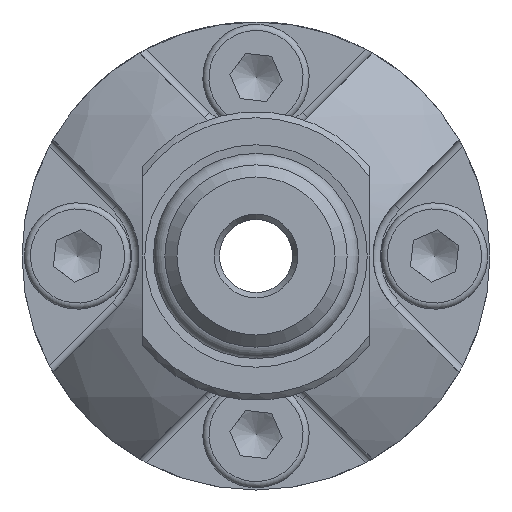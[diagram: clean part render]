
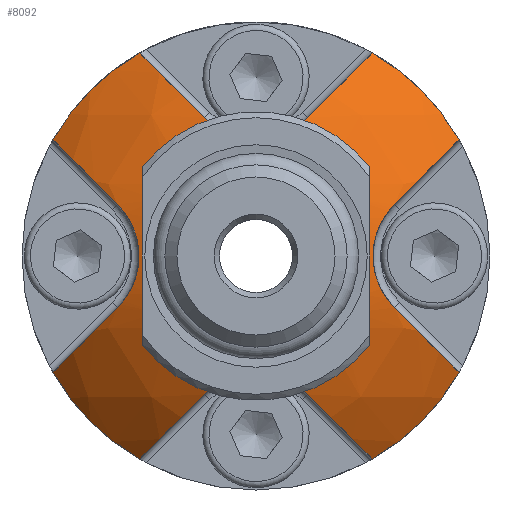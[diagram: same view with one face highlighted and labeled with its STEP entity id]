
A CAD part, left-side view. The second image highlights one B-rep face of the part: STEP entity #8092.
In plain terms, the highlighted spherical face has radius 22 mm.
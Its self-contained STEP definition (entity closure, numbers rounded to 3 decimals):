
#156=SPHERICAL_SURFACE('',#8652,22.);
#183=B_SPLINE_CURVE_WITH_KNOTS('',3,(#11664,#11665,#11666,#11667,#11668,
#11669,#11670,#11671,#11672,#11673),.UNSPECIFIED.,.F.,.F.,(4,2,2,2,4),(-1.612,
-1.424,-1.236,-1.048,-0.86),
 .UNSPECIFIED.);
#186=B_SPLINE_CURVE_WITH_KNOTS('',3,(#11738,#11739,#11740,#11741,#11742,
#11743,#11744,#11745,#11746,#11747),.UNSPECIFIED.,.F.,.F.,(4,2,2,2,4),(1.638,
1.826,2.014,2.202,2.39),
 .UNSPECIFIED.);
#187=B_SPLINE_CURVE_WITH_KNOTS('',3,(#11755,#11756,#11757,#11758,#11759,
#11760,#11761,#11762,#11763,#11764),.UNSPECIFIED.,.F.,.F.,(4,2,2,2,4),(1.638,
1.826,2.014,2.202,2.39),
 .UNSPECIFIED.);
#188=B_SPLINE_CURVE_WITH_KNOTS('',3,(#11772,#11773,#11774,#11775,#11776,
#11777,#11778,#11779,#11780,#11781),.UNSPECIFIED.,.F.,.F.,(4,2,2,2,4),(1.638,
1.826,2.014,2.202,2.39),
 .UNSPECIFIED.);
#531=FACE_BOUND('',#2342,.T.);
#1867=FACE_OUTER_BOUND('',#2341,.T.);
#2341=EDGE_LOOP('',(#5376,#5377,#5378,#5379,#5380,#5381,#5382,#5383,#5384,
#5385,#5386,#5387,#5388,#5389,#5390,#5391));
#2342=EDGE_LOOP('',(#5392));
#2834=CIRCLE('',#8561,7.451);
#2876=CIRCLE('',#8624,21.626);
#2877=CIRCLE('',#8626,21.626);
#2893=CIRCLE('',#8653,21.626);
#2894=CIRCLE('',#8654,21.626);
#2895=CIRCLE('',#8655,15.4);
#2896=CIRCLE('',#8656,21.626);
#2897=CIRCLE('',#8657,21.626);
#2898=CIRCLE('',#8658,15.4);
#2899=CIRCLE('',#8659,21.626);
#2900=CIRCLE('',#8660,21.626);
#2901=CIRCLE('',#8661,15.4);
#2902=CIRCLE('',#8662,15.4);
#3195=VERTEX_POINT('',#11490);
#3242=VERTEX_POINT('',#11648);
#3243=VERTEX_POINT('',#11650);
#3246=VERTEX_POINT('',#11657);
#3247=VERTEX_POINT('',#11659);
#3260=VERTEX_POINT('',#11734);
#3261=VERTEX_POINT('',#11735);
#3262=VERTEX_POINT('',#11737);
#3263=VERTEX_POINT('',#11748);
#3264=VERTEX_POINT('',#11750);
#3265=VERTEX_POINT('',#11752);
#3266=VERTEX_POINT('',#11754);
#3267=VERTEX_POINT('',#11765);
#3268=VERTEX_POINT('',#11767);
#3269=VERTEX_POINT('',#11769);
#3270=VERTEX_POINT('',#11771);
#3271=VERTEX_POINT('',#11782);
#4010=EDGE_CURVE('',#3195,#3195,#2834,.T.);
#4070=EDGE_CURVE('',#3243,#3242,#2876,.T.);
#4074=EDGE_CURVE('',#3247,#3246,#2877,.T.);
#4077=EDGE_CURVE('',#3242,#3247,#183,.T.);
#4098=EDGE_CURVE('',#3260,#3261,#2893,.T.);
#4099=EDGE_CURVE('',#3261,#3262,#186,.T.);
#4100=EDGE_CURVE('',#3262,#3263,#2894,.T.);
#4101=EDGE_CURVE('',#3264,#3263,#2895,.T.);
#4102=EDGE_CURVE('',#3264,#3265,#2896,.T.);
#4103=EDGE_CURVE('',#3265,#3266,#187,.T.);
#4104=EDGE_CURVE('',#3266,#3267,#2897,.T.);
#4105=EDGE_CURVE('',#3268,#3267,#2898,.T.);
#4106=EDGE_CURVE('',#3268,#3269,#2899,.T.);
#4107=EDGE_CURVE('',#3269,#3270,#188,.T.);
#4108=EDGE_CURVE('',#3270,#3271,#2900,.T.);
#4109=EDGE_CURVE('',#3243,#3271,#2901,.T.);
#4110=EDGE_CURVE('',#3260,#3246,#2902,.T.);
#5376=ORIENTED_EDGE('',*,*,#4098,.T.);
#5377=ORIENTED_EDGE('',*,*,#4099,.T.);
#5378=ORIENTED_EDGE('',*,*,#4100,.T.);
#5379=ORIENTED_EDGE('',*,*,#4101,.F.);
#5380=ORIENTED_EDGE('',*,*,#4102,.T.);
#5381=ORIENTED_EDGE('',*,*,#4103,.T.);
#5382=ORIENTED_EDGE('',*,*,#4104,.T.);
#5383=ORIENTED_EDGE('',*,*,#4105,.F.);
#5384=ORIENTED_EDGE('',*,*,#4106,.T.);
#5385=ORIENTED_EDGE('',*,*,#4107,.T.);
#5386=ORIENTED_EDGE('',*,*,#4108,.T.);
#5387=ORIENTED_EDGE('',*,*,#4109,.F.);
#5388=ORIENTED_EDGE('',*,*,#4070,.T.);
#5389=ORIENTED_EDGE('',*,*,#4077,.T.);
#5390=ORIENTED_EDGE('',*,*,#4074,.T.);
#5391=ORIENTED_EDGE('',*,*,#4110,.F.);
#5392=ORIENTED_EDGE('',*,*,#4010,.F.);
#8092=ADVANCED_FACE('',(#1867,#531),#156,.T.);
#8561=AXIS2_PLACEMENT_3D('',#11491,#9410,#9411);
#8624=AXIS2_PLACEMENT_3D('',#11651,#9550,#9551);
#8626=AXIS2_PLACEMENT_3D('',#11660,#9557,#9558);
#8652=AXIS2_PLACEMENT_3D('',#11733,#9614,#9615);
#8653=AXIS2_PLACEMENT_3D('',#11736,#9616,#9617);
#8654=AXIS2_PLACEMENT_3D('',#11749,#9618,#9619);
#8655=AXIS2_PLACEMENT_3D('',#11751,#9620,#9621);
#8656=AXIS2_PLACEMENT_3D('',#11753,#9622,#9623);
#8657=AXIS2_PLACEMENT_3D('',#11766,#9624,#9625);
#8658=AXIS2_PLACEMENT_3D('',#11768,#9626,#9627);
#8659=AXIS2_PLACEMENT_3D('',#11770,#9628,#9629);
#8660=AXIS2_PLACEMENT_3D('',#11783,#9630,#9631);
#8661=AXIS2_PLACEMENT_3D('',#11784,#9632,#9633);
#8662=AXIS2_PLACEMENT_3D('',#11785,#9634,#9635);
#9410=DIRECTION('center_axis',(-1.,0.,0.));
#9411=DIRECTION('ref_axis',(0.,0.,-1.));
#9550=DIRECTION('center_axis',(0.,-0.707,-0.707));
#9551=DIRECTION('ref_axis',(0.,-0.707,0.707));
#9557=DIRECTION('center_axis',(0.,0.707,-0.707));
#9558=DIRECTION('ref_axis',(0.,-0.707,-0.707));
#9614=DIRECTION('center_axis',(0.,0.,1.));
#9615=DIRECTION('ref_axis',(-1.,0.,0.));
#9616=DIRECTION('center_axis',(0.,-0.707,0.707));
#9617=DIRECTION('ref_axis',(0.,0.707,0.707));
#9618=DIRECTION('center_axis',(0.,-0.707,-0.707));
#9619=DIRECTION('ref_axis',(0.,-0.707,0.707));
#9620=DIRECTION('center_axis',(1.,0.,0.));
#9621=DIRECTION('ref_axis',(0.,-1.,0.));
#9622=DIRECTION('center_axis',(0.,0.707,0.707));
#9623=DIRECTION('ref_axis',(0.,0.707,-0.707));
#9624=DIRECTION('center_axis',(0.,-0.707,0.707));
#9625=DIRECTION('ref_axis',(0.,0.707,0.707));
#9626=DIRECTION('center_axis',(1.,0.,0.));
#9627=DIRECTION('ref_axis',(0.,-1.,0.));
#9628=DIRECTION('center_axis',(0.,0.707,-0.707));
#9629=DIRECTION('ref_axis',(0.,-0.707,-0.707));
#9630=DIRECTION('center_axis',(0.,0.707,0.707));
#9631=DIRECTION('ref_axis',(0.,0.707,-0.707));
#9632=DIRECTION('center_axis',(1.,0.,0.));
#9633=DIRECTION('ref_axis',(0.,-1.,0.));
#9634=DIRECTION('center_axis',(1.,0.,0.));
#9635=DIRECTION('ref_axis',(0.,-1.,0.));
#11490=CARTESIAN_POINT('',(0.,0.,7.451));
#11491=CARTESIAN_POINT('Origin',(0.,0.,0.));
#11648=CARTESIAN_POINT('',(0.963,-3.394,9.106));
#11650=CARTESIAN_POINT('',(4.989,-7.652,13.364));
#11651=CARTESIAN_POINT('Origin',(20.7,2.856,2.856));
#11657=CARTESIAN_POINT('',(4.989,7.652,13.364));
#11659=CARTESIAN_POINT('',(0.963,3.394,9.106));
#11660=CARTESIAN_POINT('Origin',(20.7,-2.856,2.856));
#11664=CARTESIAN_POINT('Ctrl Pts',(0.963,-3.394,
9.106));
#11665=CARTESIAN_POINT('Ctrl Pts',(0.707,-2.99,
8.702));
#11666=CARTESIAN_POINT('Ctrl Pts',(0.478,-2.465,
8.332));
#11667=CARTESIAN_POINT('Ctrl Pts',(0.17,-1.284,
7.831));
#11668=CARTESIAN_POINT('Ctrl Pts',(0.092,-0.627,
7.7));
#11669=CARTESIAN_POINT('Ctrl Pts',(0.092,0.627,
7.7));
#11670=CARTESIAN_POINT('Ctrl Pts',(0.17,1.284,7.831));
#11671=CARTESIAN_POINT('Ctrl Pts',(0.478,2.465,8.332));
#11672=CARTESIAN_POINT('Ctrl Pts',(0.707,2.99,8.702));
#11673=CARTESIAN_POINT('Ctrl Pts',(0.963,3.394,9.106));
#11733=CARTESIAN_POINT('Origin',(20.7,0.,0.));
#11734=CARTESIAN_POINT('',(4.989,13.364,7.652));
#11735=CARTESIAN_POINT('',(0.963,9.106,3.394));
#11736=CARTESIAN_POINT('Origin',(20.7,2.856,-2.856));
#11737=CARTESIAN_POINT('',(0.963,9.106,-3.394));
#11738=CARTESIAN_POINT('Ctrl Pts',(0.963,9.106,3.394));
#11739=CARTESIAN_POINT('Ctrl Pts',(0.707,8.702,2.99));
#11740=CARTESIAN_POINT('Ctrl Pts',(0.478,8.332,2.465));
#11741=CARTESIAN_POINT('Ctrl Pts',(0.17,7.831,1.284));
#11742=CARTESIAN_POINT('Ctrl Pts',(0.092,7.7,0.627));
#11743=CARTESIAN_POINT('Ctrl Pts',(0.092,7.7,-0.627));
#11744=CARTESIAN_POINT('Ctrl Pts',(0.17,7.831,-1.284));
#11745=CARTESIAN_POINT('Ctrl Pts',(0.478,8.332,-2.465));
#11746=CARTESIAN_POINT('Ctrl Pts',(0.707,8.702,-2.99));
#11747=CARTESIAN_POINT('Ctrl Pts',(0.963,9.106,-3.394));
#11748=CARTESIAN_POINT('',(4.989,13.364,-7.652));
#11749=CARTESIAN_POINT('Origin',(20.7,2.856,2.856));
#11750=CARTESIAN_POINT('',(4.989,7.652,-13.364));
#11751=CARTESIAN_POINT('Origin',(4.989,0.,0.));
#11752=CARTESIAN_POINT('',(0.963,3.394,-9.106));
#11753=CARTESIAN_POINT('Origin',(20.7,-2.856,-2.856));
#11754=CARTESIAN_POINT('',(0.963,-3.394,-9.106));
#11755=CARTESIAN_POINT('Ctrl Pts',(0.963,3.394,-9.106));
#11756=CARTESIAN_POINT('Ctrl Pts',(0.707,2.99,-8.702));
#11757=CARTESIAN_POINT('Ctrl Pts',(0.478,2.465,-8.332));
#11758=CARTESIAN_POINT('Ctrl Pts',(0.17,1.284,-7.831));
#11759=CARTESIAN_POINT('Ctrl Pts',(0.092,0.627,
-7.7));
#11760=CARTESIAN_POINT('Ctrl Pts',(0.092,-0.627,
-7.7));
#11761=CARTESIAN_POINT('Ctrl Pts',(0.17,-1.284,
-7.831));
#11762=CARTESIAN_POINT('Ctrl Pts',(0.478,-2.465,
-8.332));
#11763=CARTESIAN_POINT('Ctrl Pts',(0.707,-2.99,
-8.702));
#11764=CARTESIAN_POINT('Ctrl Pts',(0.963,-3.394,
-9.106));
#11765=CARTESIAN_POINT('',(4.989,-7.652,-13.364));
#11766=CARTESIAN_POINT('Origin',(20.7,2.856,-2.856));
#11767=CARTESIAN_POINT('',(4.989,-13.364,-7.652));
#11768=CARTESIAN_POINT('Origin',(4.989,0.,0.));
#11769=CARTESIAN_POINT('',(0.963,-9.106,-3.394));
#11770=CARTESIAN_POINT('Origin',(20.7,-2.856,2.856));
#11771=CARTESIAN_POINT('',(0.963,-9.106,3.394));
#11772=CARTESIAN_POINT('Ctrl Pts',(0.963,-9.106,
-3.394));
#11773=CARTESIAN_POINT('Ctrl Pts',(0.707,-8.702,
-2.99));
#11774=CARTESIAN_POINT('Ctrl Pts',(0.478,-8.332,
-2.465));
#11775=CARTESIAN_POINT('Ctrl Pts',(0.17,-7.831,
-1.284));
#11776=CARTESIAN_POINT('Ctrl Pts',(0.092,-7.7,-0.627));
#11777=CARTESIAN_POINT('Ctrl Pts',(0.092,-7.7,0.627));
#11778=CARTESIAN_POINT('Ctrl Pts',(0.17,-7.831,
1.284));
#11779=CARTESIAN_POINT('Ctrl Pts',(0.478,-8.332,2.465));
#11780=CARTESIAN_POINT('Ctrl Pts',(0.707,-8.702,
2.99));
#11781=CARTESIAN_POINT('Ctrl Pts',(0.963,-9.106,
3.394));
#11782=CARTESIAN_POINT('',(4.989,-13.364,7.652));
#11783=CARTESIAN_POINT('Origin',(20.7,-2.856,-2.856));
#11784=CARTESIAN_POINT('Origin',(4.989,0.,0.));
#11785=CARTESIAN_POINT('Origin',(4.989,0.,0.));
